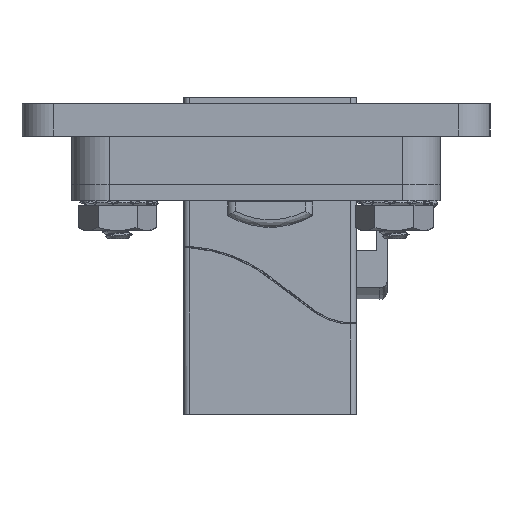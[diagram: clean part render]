
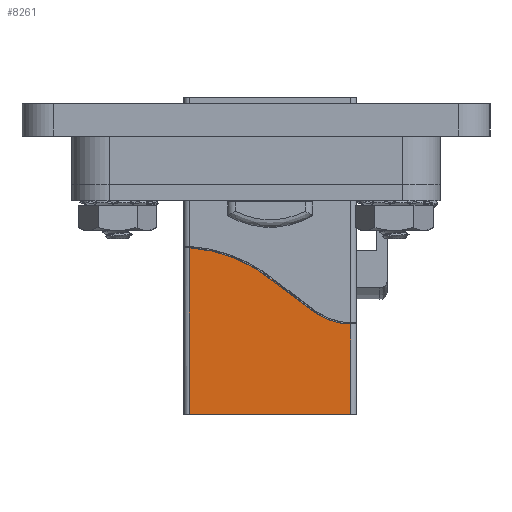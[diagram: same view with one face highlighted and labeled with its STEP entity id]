
A CAD part, left-side view. The second image highlights one B-rep face of the part: STEP entity #8261.
In plain terms, the highlighted planar face has unit normal (-1, 0, 0).
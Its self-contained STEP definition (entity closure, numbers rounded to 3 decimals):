
#1018 = CARTESIAN_POINT ( 'NONE',  ( -7.35, -5.114, 3.807 ) ) ;
#1187 = CARTESIAN_POINT ( 'NONE',  ( -7.35, -3.603, 1.969 ) ) ;
#1689 = CARTESIAN_POINT ( 'NONE',  ( -7.35, 0.698, -6.279 ) ) ;
#1999 = EDGE_CURVE ( 'NONE', #21263, #20533, #6793, .T. ) ;
#2834 = VERTEX_POINT ( 'NONE', #14247 ) ;
#3335 = EDGE_LOOP ( 'NONE', ( #28969, #25169, #25405, #27351 ) ) ;
#3923 = DIRECTION ( 'NONE',  ( 0., 0., -1. ) ) ;
#5144 = DIRECTION ( 'NONE',  ( 0., 0., -1. ) ) ;
#6025 = CARTESIAN_POINT ( 'NONE',  ( -7.35, 0.252, -4.217 ) ) ;
#6793 = B_SPLINE_CURVE_WITH_KNOTS ( 'NONE', 3,
 ( #19264, #1689, #6025, #19092, #21930, #1187, #1018, #11901, #32142, #26783, #13726 ),
 .UNSPECIFIED., .F., .F.,
 ( 4, 1, 1, 1, 1, 1, 1, 1, 4 ),
 ( 0., 0.004, 0.006, 0.009, 0.011, 0.013, 0.015, 0.017, 0.017 ),
 .UNSPECIFIED. ) ;
#8261 = ADVANCED_FACE ( 'NONE', ( #27431 ), #24916, .F. ) ;
#8833 = EDGE_CURVE ( 'NONE', #2834, #21263, #15327, .T. ) ;
#10625 = DIRECTION ( 'NONE',  ( 0., 1., 0. ) ) ;
#10659 = CARTESIAN_POINT ( 'NONE',  ( -7.35, -6.382, 7.6 ) ) ;
#11306 = LINE ( 'NONE', #21161, #30791 ) ;
#11462 = EDGE_CURVE ( 'NONE', #20533, #28192, #11306, .T. ) ;
#11901 = CARTESIAN_POINT ( 'NONE',  ( -7.35, -6.06, 5.481 ) ) ;
#12823 = CARTESIAN_POINT ( 'NONE',  ( -7.35, 14.9, -7.6 ) ) ;
#13726 = CARTESIAN_POINT ( 'NONE',  ( -7.35, -6.382, 7.6 ) ) ;
#13992 = DIRECTION ( 'NONE',  ( 0., -1., 0. ) ) ;
#14247 = CARTESIAN_POINT ( 'NONE',  ( -7.35, -14.9, -7.6 ) ) ;
#15327 = LINE ( 'NONE', #12823, #30912 ) ;
#19092 = CARTESIAN_POINT ( 'NONE',  ( -7.35, -0.935, -1.657 ) ) ;
#19264 = CARTESIAN_POINT ( 'NONE',  ( -7.35, 0.782, -7.6 ) ) ;
#20533 = VERTEX_POINT ( 'NONE', #10659 ) ;
#21161 = CARTESIAN_POINT ( 'NONE',  ( -7.35, 14.9, 7.6 ) ) ;
#21263 = VERTEX_POINT ( 'NONE', #31274 ) ;
#21930 = CARTESIAN_POINT ( 'NONE',  ( -7.35, -2.172, 0.185 ) ) ;
#22579 = CARTESIAN_POINT ( 'NONE',  ( -7.35, 14.9, -8.1 ) ) ;
#23149 = EDGE_CURVE ( 'NONE', #28192, #2834, #31875, .T. ) ;
#24916 = PLANE ( 'NONE',  #27237 ) ;
#25169 = ORIENTED_EDGE ( 'NONE', *, *, #23149, .F. ) ;
#25405 = ORIENTED_EDGE ( 'NONE', *, *, #11462, .F. ) ;
#26783 = CARTESIAN_POINT ( 'NONE',  ( -7.35, -6.388, 7.384 ) ) ;
#27180 = CARTESIAN_POINT ( 'NONE',  ( -7.35, -14.9, -8.1 ) ) ;
#27237 = AXIS2_PLACEMENT_3D ( 'NONE', #22579, #33100, #5144 ) ;
#27351 = ORIENTED_EDGE ( 'NONE', *, *, #1999, .F. ) ;
#27431 = FACE_OUTER_BOUND ( 'NONE', #3335, .T. ) ;
#28192 = VERTEX_POINT ( 'NONE', #31743 ) ;
#28969 = ORIENTED_EDGE ( 'NONE', *, *, #8833, .F. ) ;
#30791 = VECTOR ( 'NONE', #13992, 1000. ) ;
#30912 = VECTOR ( 'NONE', #10625, 1000. ) ;
#31274 = CARTESIAN_POINT ( 'NONE',  ( -7.35, 0.782, -7.6 ) ) ;
#31729 = VECTOR ( 'NONE', #3923, 1000. ) ;
#31743 = CARTESIAN_POINT ( 'NONE',  ( -7.35, -14.9, 7.6 ) ) ;
#31875 = LINE ( 'NONE', #27180, #31729 ) ;
#32142 = CARTESIAN_POINT ( 'NONE',  ( -7.35, -6.365, 6.772 ) ) ;
#33100 = DIRECTION ( 'NONE',  ( 1., 0., 0. ) ) ;
